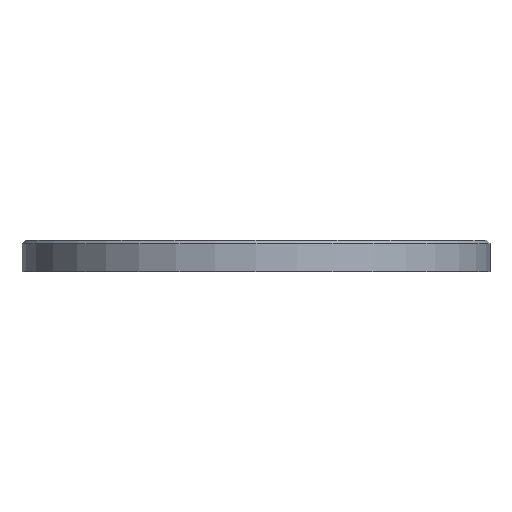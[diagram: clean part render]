
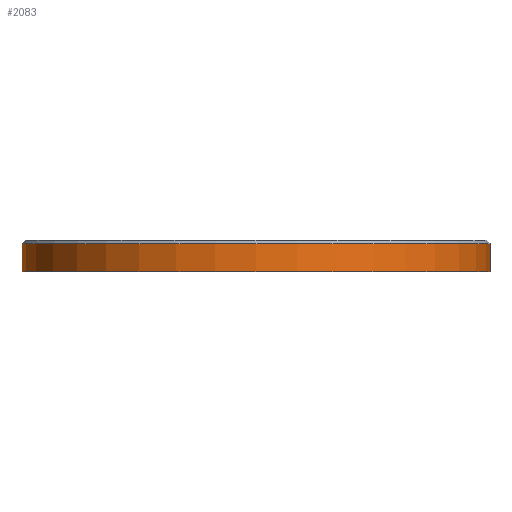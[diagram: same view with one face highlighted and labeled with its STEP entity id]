
A CAD part, front view. The second image highlights one B-rep face of the part: STEP entity #2083.
In plain terms, the highlighted cylindrical face has radius 150 mm (diameter 300 mm), a full revolution.
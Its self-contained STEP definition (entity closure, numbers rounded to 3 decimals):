
#20=CYLINDRICAL_SURFACE('',#2201,150.);
#129=FACE_BOUND('',#565,.T.);
#449=FACE_OUTER_BOUND('',#564,.T.);
#564=EDGE_LOOP('',(#1649));
#565=EDGE_LOOP('',(#1650));
#996=CIRCLE('',#2199,150.);
#998=CIRCLE('',#2202,150.);
#1213=VERTEX_POINT('',#3195);
#1215=VERTEX_POINT('',#3200);
#1430=EDGE_CURVE('',#1213,#1213,#996,.T.);
#1432=EDGE_CURVE('',#1215,#1215,#998,.T.);
#1649=ORIENTED_EDGE('',*,*,#1432,.F.);
#1650=ORIENTED_EDGE('',*,*,#1430,.F.);
#2083=ADVANCED_FACE('',(#449,#129),#20,.T.);
#2199=AXIS2_PLACEMENT_3D('',#3196,#2533,#2534);
#2201=AXIS2_PLACEMENT_3D('',#3199,#2537,#2538);
#2202=AXIS2_PLACEMENT_3D('',#3201,#2539,#2540);
#2533=DIRECTION('center_axis',(0.,0.,1.));
#2534=DIRECTION('ref_axis',(-1.,0.,0.));
#2537=DIRECTION('center_axis',(0.,0.,1.));
#2538=DIRECTION('ref_axis',(-1.,0.,0.));
#2539=DIRECTION('center_axis',(0.,0.,-1.));
#2540=DIRECTION('ref_axis',(-1.,0.,0.));
#3195=CARTESIAN_POINT('',(150.,0.,18.));
#3196=CARTESIAN_POINT('Origin',(0.,0.,18.));
#3199=CARTESIAN_POINT('Origin',(0.,0.,0.));
#3200=CARTESIAN_POINT('',(150.,0.,0.));
#3201=CARTESIAN_POINT('Origin',(0.,0.,0.));
